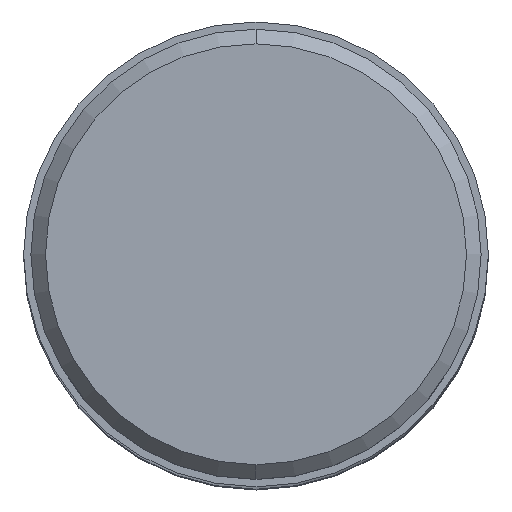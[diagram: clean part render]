
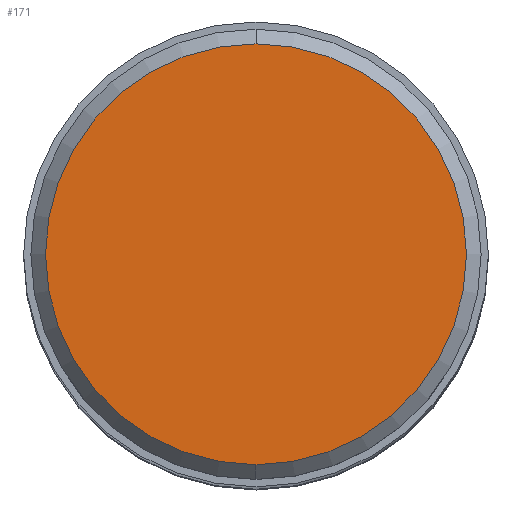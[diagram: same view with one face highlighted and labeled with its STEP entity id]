
A CAD part, top view. The second image highlights one B-rep face of the part: STEP entity #171.
In plain terms, the highlighted planar face has unit normal (0, 0, 1).
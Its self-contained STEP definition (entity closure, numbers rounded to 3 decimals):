
#115=FACE_OUTER_BOUND('',#249,.T.);
#171=ADVANCED_FACE('',(#115),#205,.F.);
#205=PLANE('',#1157);
#249=EDGE_LOOP('',(#394,#395,#396,#397));
#394=ORIENTED_EDGE('',*,*,#686,.T.);
#395=ORIENTED_EDGE('',*,*,#687,.T.);
#396=ORIENTED_EDGE('',*,*,#688,.T.);
#397=ORIENTED_EDGE('',*,*,#689,.T.);
#582=VERTEX_POINT('',#1786);
#583=VERTEX_POINT('',#1787);
#584=VERTEX_POINT('',#1789);
#585=VERTEX_POINT('',#1791);
#686=EDGE_CURVE('',#582,#583,#827,.T.);
#687=EDGE_CURVE('',#583,#584,#828,.T.);
#688=EDGE_CURVE('',#584,#585,#829,.T.);
#689=EDGE_CURVE('',#585,#582,#830,.T.);
#827=CIRCLE('',#1153,14.375);
#828=CIRCLE('',#1154,14.375);
#829=CIRCLE('',#1155,14.375);
#830=CIRCLE('',#1156,14.375);
#1153=AXIS2_PLACEMENT_3D('',#1785,#1450,#1451);
#1154=AXIS2_PLACEMENT_3D('',#1788,#1452,#1453);
#1155=AXIS2_PLACEMENT_3D('',#1790,#1454,#1455);
#1156=AXIS2_PLACEMENT_3D('',#1792,#1456,#1457);
#1157=AXIS2_PLACEMENT_3D('',#1793,#1458,#1459);
#1450=DIRECTION('',(0.,0.,1.));
#1451=DIRECTION('',(1.,0.,0.));
#1452=DIRECTION('',(0.,0.,1.));
#1453=DIRECTION('',(0.,1.,0.));
#1454=DIRECTION('',(0.,0.,1.));
#1455=DIRECTION('',(-1.,0.,0.));
#1456=DIRECTION('',(0.,0.,1.));
#1457=DIRECTION('',(0.,-1.,0.));
#1458=DIRECTION('',(0.,0.,-1.));
#1459=DIRECTION('',(1.,0.,0.));
#1785=CARTESIAN_POINT('',(0.,0.,42.863));
#1786=CARTESIAN_POINT('',(14.375,0.,42.863));
#1787=CARTESIAN_POINT('',(0.,14.375,42.863));
#1788=CARTESIAN_POINT('',(0.,0.,42.863));
#1789=CARTESIAN_POINT('',(-14.375,0.,42.863));
#1790=CARTESIAN_POINT('',(0.,0.,42.863));
#1791=CARTESIAN_POINT('',(0.,-14.375,42.863));
#1792=CARTESIAN_POINT('',(0.,0.,42.863));
#1793=CARTESIAN_POINT('',(0.,0.,42.863));
